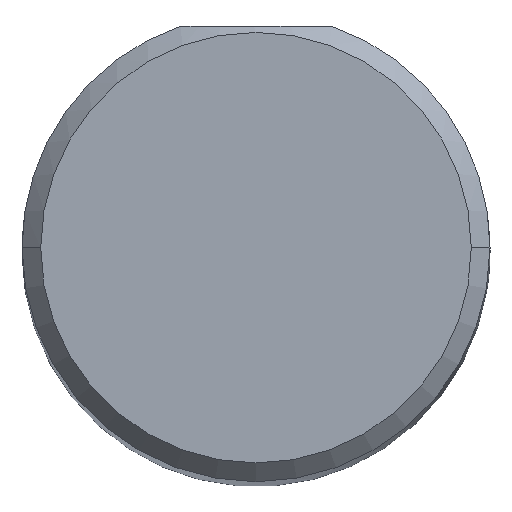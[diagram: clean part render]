
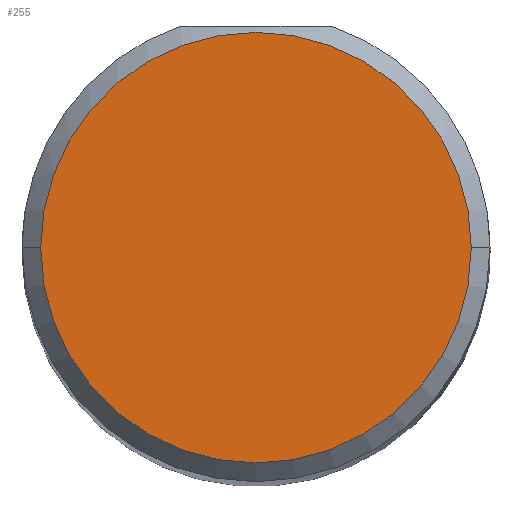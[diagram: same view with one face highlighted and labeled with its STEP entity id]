
A CAD part, top view. The second image highlights one B-rep face of the part: STEP entity #255.
In plain terms, the highlighted planar face has unit normal (0, 0, 1).
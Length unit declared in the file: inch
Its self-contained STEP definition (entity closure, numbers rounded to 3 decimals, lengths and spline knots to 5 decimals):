
#29 = VERTEX_POINT ( 'NONE', #208 ) ;
#66 = AXIS2_PLACEMENT_3D ( 'NONE', #107, #96, #416 ) ;
#71 = FACE_OUTER_BOUND ( 'NONE', #134, .T. ) ;
#96 = DIRECTION ( 'NONE',  ( 0., 0., -1. ) ) ;
#107 = CARTESIAN_POINT ( 'NONE',  ( 0.75, 0., 2.5 ) ) ;
#120 = ORIENTED_EDGE ( 'NONE', *, *, #159, .F. ) ;
#129 = PLANE ( 'NONE',  #496 ) ;
#134 = EDGE_LOOP ( 'NONE', ( #763, #120 ) ) ;
#159 = EDGE_CURVE ( 'NONE', #29, #798, #711, .T. ) ;
#176 = DIRECTION ( 'NONE',  ( -1., 0., 0. ) ) ;
#208 = CARTESIAN_POINT ( 'NONE',  ( 0.5775, 0., 2.5 ) ) ;
#226 = AXIS2_PLACEMENT_3D ( 'NONE', #624, #441, #176 ) ;
#255 = ADVANCED_FACE ( 'NONE', ( #71 ), #129, .T. ) ;
#305 = DIRECTION ( 'NONE',  ( -1., 0., 0. ) ) ;
#416 = DIRECTION ( 'NONE',  ( -1., 0., 0. ) ) ;
#441 = DIRECTION ( 'NONE',  ( 0., 0., -1. ) ) ;
#496 = AXIS2_PLACEMENT_3D ( 'NONE', #646, #776, #305 ) ;
#558 = EDGE_CURVE ( 'NONE', #798, #29, #737, .T. ) ;
#624 = CARTESIAN_POINT ( 'NONE',  ( 0.75, 0., 2.5 ) ) ;
#646 = CARTESIAN_POINT ( 'NONE',  ( 0.75, 0., 2.5 ) ) ;
#711 = CIRCLE ( 'NONE', #66, 0.1725 ) ;
#728 = CARTESIAN_POINT ( 'NONE',  ( 0.9225, 0., 2.5 ) ) ;
#737 = CIRCLE ( 'NONE', #226, 0.1725 ) ;
#763 = ORIENTED_EDGE ( 'NONE', *, *, #558, .F. ) ;
#776 = DIRECTION ( 'NONE',  ( 0., 0., 1. ) ) ;
#798 = VERTEX_POINT ( 'NONE', #728 ) ;
